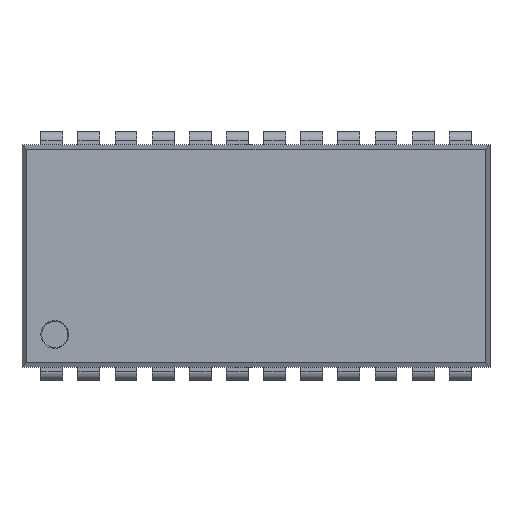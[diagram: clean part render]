
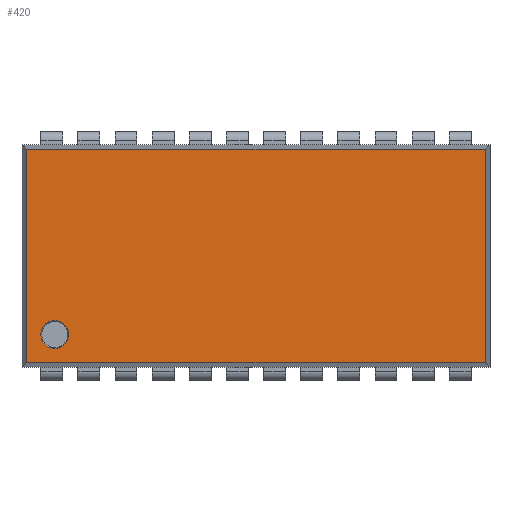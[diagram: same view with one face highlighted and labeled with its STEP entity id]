
A CAD part, top view. The second image highlights one B-rep face of the part: STEP entity #420.
In plain terms, the highlighted planar face has unit normal (0, 0, 1).
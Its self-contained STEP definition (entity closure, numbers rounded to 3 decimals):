
#420=ADVANCED_FACE('',(#996,#998),#1000,.T.);
#996=FACE_BOUND('',#997,.T.);
#997=EDGE_LOOP('',(#1432,#1433,#1434,#1435));
#998=FACE_BOUND('',#999,.T.);
#999=EDGE_LOOP('',(#1436));
#1000=PLANE('',#1001);
#1001=AXIS2_PLACEMENT_3D('',#1002,#1003,#1004);
#1002=CARTESIAN_POINT('',(0.,0.,3.5));
#1003=DIRECTION('',(0.,0.,1.));
#1004=DIRECTION('',(1.,0.,0.));
#1432=ORIENTED_EDGE('',*,*,#1756,.T.);
#1433=ORIENTED_EDGE('',*,*,#1757,.T.);
#1434=ORIENTED_EDGE('',*,*,#1758,.T.);
#1435=ORIENTED_EDGE('',*,*,#1759,.T.);
#1436=ORIENTED_EDGE('',*,*,#1760,.T.);
#1756=EDGE_CURVE('',#1966,#1967,#1968,.T.);
#1757=EDGE_CURVE('',#1967,#1969,#1970,.T.);
#1758=EDGE_CURVE('',#1969,#1971,#1972,.T.);
#1759=EDGE_CURVE('',#1971,#1966,#1973,.T.);
#1760=EDGE_CURVE('',#1974,#1974,#1975,.F.);
#1966=VERTEX_POINT('',#2490);
#1967=VERTEX_POINT('',#2491);
#1968=LINE('',#2492,#2493);
#1969=VERTEX_POINT('',#2495);
#1970=LINE('',#2496,#2497);
#1971=VERTEX_POINT('',#2499);
#1972=LINE('',#2500,#2501);
#1973=LINE('',#2503,#2504);
#1974=VERTEX_POINT('',#2506);
#1975=CIRCLE('',#2507,0.476);
#2490=CARTESIAN_POINT('',(7.831,3.641,3.5));
#2491=CARTESIAN_POINT('',(-7.831,3.641,3.5));
#2492=CARTESIAN_POINT('',(7.831,3.641,3.5));
#2493=VECTOR('',#2494,1.);
#2494=DIRECTION('',(-1.,0.,0.));
#2495=CARTESIAN_POINT('',(-7.831,-3.641,3.5));
#2496=CARTESIAN_POINT('',(-7.831,3.641,3.5));
#2497=VECTOR('',#2498,1.);
#2498=DIRECTION('',(0.,-1.,0.));
#2499=CARTESIAN_POINT('',(7.831,-3.641,3.5));
#2500=CARTESIAN_POINT('',(-7.831,-3.641,3.5));
#2501=VECTOR('',#2502,1.);
#2502=DIRECTION('',(1.,0.,0.));
#2503=CARTESIAN_POINT('',(7.831,-3.641,3.5));
#2504=VECTOR('',#2505,1.);
#2505=DIRECTION('',(0.,1.,0.));
#2506=CARTESIAN_POINT('',(-6.403,-2.689,3.5));
#2507=AXIS2_PLACEMENT_3D('',#2508,#2509,#2510);
#2508=CARTESIAN_POINT('',(-6.879,-2.689,3.5));
#2509=DIRECTION('',(0.,0.,1.));
#2510=DIRECTION('',(1.,0.,0.));
